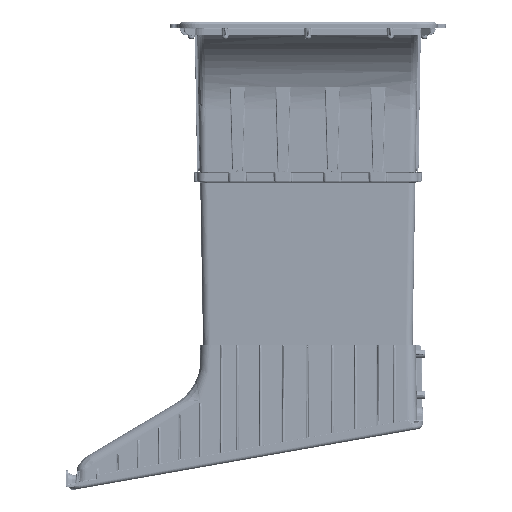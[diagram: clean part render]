
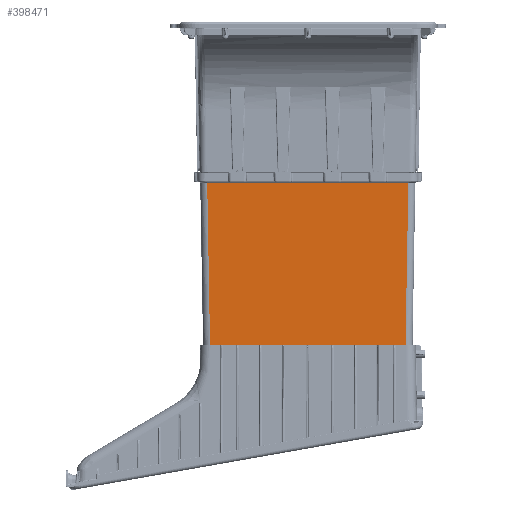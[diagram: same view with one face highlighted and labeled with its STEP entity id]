
A CAD part, left-side view. The second image highlights one B-rep face of the part: STEP entity #398471.
In plain terms, the highlighted planar face has unit normal (-1, 0, -0.018).
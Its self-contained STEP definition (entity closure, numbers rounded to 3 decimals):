
#361891=DIRECTION('',(0.017,-0.017,-1.));
#361892=VECTOR('',#361891,204.793);
#361893=CARTESIAN_POINT('',(59.622,127.556,
1810.543));
#361894=LINE('',#361893,#361892);
#361895=DIRECTION('',(-0.017,-0.017,1.));
#361896=VECTOR('',#361895,204.793);
#361897=CARTESIAN_POINT('',(63.195,-112.462,
1605.813));
#361898=LINE('',#361897,#361896);
#361899=DIRECTION('',(0.,1.,0.));
#361900=VECTOR('',#361899,236.444);
#361901=CARTESIAN_POINT('',(63.195,-112.462,
1605.813));
#361902=LINE('',#361901,#361900);
#370530=DIRECTION('',(0.,-1.,0.));
#370531=VECTOR('',#370530,243.591);
#370532=CARTESIAN_POINT('',(59.622,127.556,
1810.543));
#370533=LINE('',#370532,#370531);
#387462=CARTESIAN_POINT('',(59.622,127.556,
1810.543));
#387463=CARTESIAN_POINT('',(63.195,123.982,
1605.813));
#387464=VERTEX_POINT('',#387462);
#387465=VERTEX_POINT('',#387463);
#387466=CARTESIAN_POINT('',(63.195,-112.462,
1605.813));
#387467=VERTEX_POINT('',#387466);
#387468=CARTESIAN_POINT('',(59.622,-116.036,
1810.543));
#387469=VERTEX_POINT('',#387468);
#398456=CARTESIAN_POINT('',(63.23,5.76,
1603.83));
#398457=DIRECTION('',(-1.,0.,-0.017));
#398458=DIRECTION('',(-0.017,0.,1.));
#398459=AXIS2_PLACEMENT_3D('',#398456,#398457,#398458);
#398460=PLANE('',#398459);
#398462=ORIENTED_EDGE('',*,*,#398461,.F.);
#398464=ORIENTED_EDGE('',*,*,#398463,.T.);
#398466=ORIENTED_EDGE('',*,*,#398465,.F.);
#398468=ORIENTED_EDGE('',*,*,#398467,.T.);
#398469=EDGE_LOOP('',(#398462,#398464,#398466,#398468));
#398470=FACE_OUTER_BOUND('',#398469,.F.);
#398471=ADVANCED_FACE('',(#398470),#398460,.T.);
#398461=EDGE_CURVE('',#387464,#387465,#361894,.T.);
#398463=EDGE_CURVE('',#387464,#387469,#370533,.T.);
#398465=EDGE_CURVE('',#387467,#387469,#361898,.T.);
#398467=EDGE_CURVE('',#387467,#387465,#361902,.T.);
